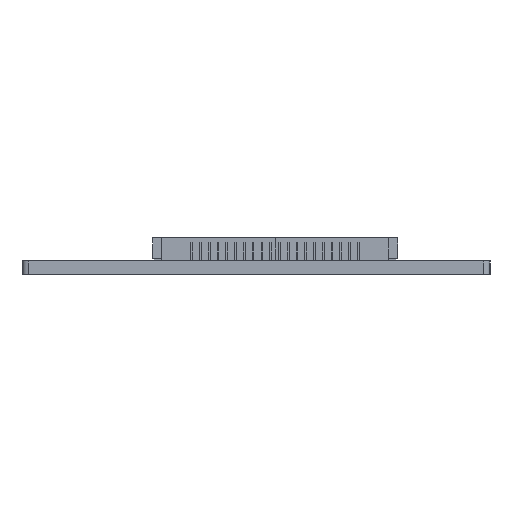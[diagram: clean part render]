
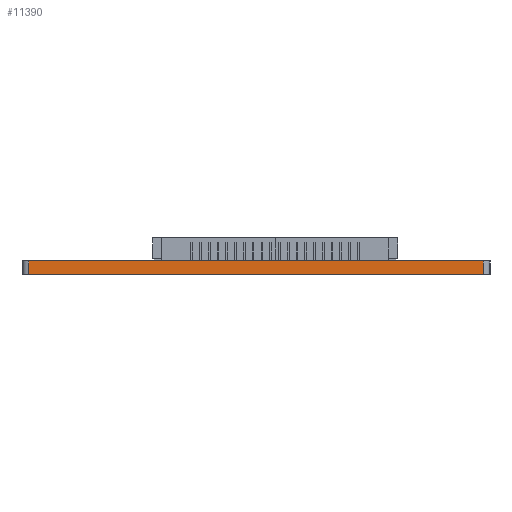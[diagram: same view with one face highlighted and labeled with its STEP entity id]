
A CAD part, left-side view. The second image highlights one B-rep face of the part: STEP entity #11390.
In plain terms, the highlighted planar face has unit normal (-1, 0, 0).
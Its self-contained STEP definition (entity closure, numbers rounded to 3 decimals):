
#10553 = VERTEX_POINT('',#10554);
#10554 = CARTESIAN_POINT('',(0.,52.578,0.));
#10561 = EDGE_CURVE('',#10562,#10553,#10564,.T.);
#10562 = VERTEX_POINT('',#10563);
#10563 = CARTESIAN_POINT('',(0.,0.762,0.));
#10564 = LINE('',#10565,#10566);
#10565 = CARTESIAN_POINT('',(0.,0.762,0.));
#10566 = VECTOR('',#10567,1.);
#10567 = DIRECTION('',(0.,1.,0.));
#10945 = VERTEX_POINT('',#10946);
#10946 = CARTESIAN_POINT('',(0.,52.578,1.51));
#10953 = EDGE_CURVE('',#10954,#10945,#10956,.T.);
#10954 = VERTEX_POINT('',#10955);
#10955 = CARTESIAN_POINT('',(0.,0.762,1.51));
#10956 = LINE('',#10957,#10958);
#10957 = CARTESIAN_POINT('',(0.,0.762,1.51));
#10958 = VECTOR('',#10959,1.);
#10959 = DIRECTION('',(0.,1.,0.));
#11360 = EDGE_CURVE('',#10553,#10945,#11361,.T.);
#11361 = LINE('',#11362,#11363);
#11362 = CARTESIAN_POINT('',(0.,52.578,0.));
#11363 = VECTOR('',#11364,1.);
#11364 = DIRECTION('',(0.,0.,1.));
#11390 = ADVANCED_FACE('',(#11391),#11402,.T.);
#11391 = FACE_BOUND('',#11392,.T.);
#11392 = EDGE_LOOP('',(#11393,#11399,#11400,#11401));
#11393 = ORIENTED_EDGE('',*,*,#11394,.T.);
#11394 = EDGE_CURVE('',#10562,#10954,#11395,.T.);
#11395 = LINE('',#11396,#11397);
#11396 = CARTESIAN_POINT('',(0.,0.762,0.));
#11397 = VECTOR('',#11398,1.);
#11398 = DIRECTION('',(0.,0.,1.));
#11399 = ORIENTED_EDGE('',*,*,#10953,.T.);
#11400 = ORIENTED_EDGE('',*,*,#11360,.F.);
#11401 = ORIENTED_EDGE('',*,*,#10561,.F.);
#11402 = PLANE('',#11403);
#11403 = AXIS2_PLACEMENT_3D('',#11404,#11405,#11406);
#11404 = CARTESIAN_POINT('',(0.,0.762,0.));
#11405 = DIRECTION('',(-1.,0.,0.));
#11406 = DIRECTION('',(0.,1.,0.));
